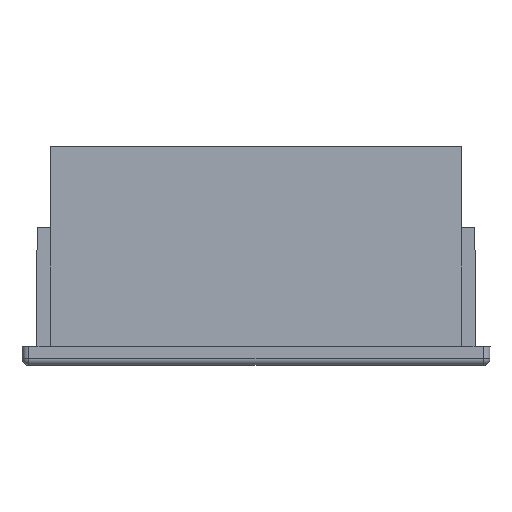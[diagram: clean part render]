
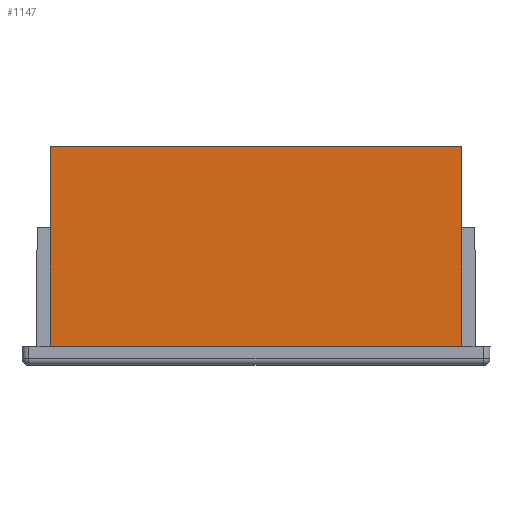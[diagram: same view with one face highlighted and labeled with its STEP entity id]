
A CAD part, top view. The second image highlights one B-rep face of the part: STEP entity #1147.
In plain terms, the highlighted planar face has unit normal (0, 0, 1).
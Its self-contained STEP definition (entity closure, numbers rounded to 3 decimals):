
#367=DIRECTION('',(0.,1.,0.));
#368=VECTOR('',#367,14.8);
#369=CARTESIAN_POINT('',(15.25,1.4,4.25));
#370=LINE('',#369,#368);
#375=DIRECTION('',(1.,0.,0.));
#376=VECTOR('',#375,30.5);
#377=CARTESIAN_POINT('',(-15.25,1.4,4.25));
#378=LINE('',#377,#376);
#379=DIRECTION('',(0.,1.,0.));
#380=VECTOR('',#379,14.8);
#381=CARTESIAN_POINT('',(-15.25,1.4,4.25));
#382=LINE('',#381,#380);
#527=DIRECTION('',(1.,0.,0.));
#528=VECTOR('',#527,30.5);
#529=CARTESIAN_POINT('',(-15.25,16.2,4.25));
#530=LINE('',#529,#528);
#588=CARTESIAN_POINT('',(-15.25,16.2,4.25));
#590=VERTEX_POINT('',#588);
#591=CARTESIAN_POINT('',(15.25,16.2,4.25));
#592=VERTEX_POINT('',#591);
#695=CARTESIAN_POINT('',(-15.25,1.4,4.25));
#696=CARTESIAN_POINT('',(15.25,1.4,4.25));
#697=VERTEX_POINT('',#695);
#698=VERTEX_POINT('',#696);
#1134=CARTESIAN_POINT('',(-17.35,0.,4.25));
#1135=DIRECTION('',(0.,0.,1.));
#1136=DIRECTION('',(1.,0.,0.));
#1137=AXIS2_PLACEMENT_3D('',#1134,#1135,#1136);
#1138=PLANE('',#1137);
#1139=ORIENTED_EDGE('',*,*,#972,.F.);
#1141=ORIENTED_EDGE('',*,*,#1140,.T.);
#1143=ORIENTED_EDGE('',*,*,#1142,.T.);
#1144=ORIENTED_EDGE('',*,*,#1120,.F.);
#1145=EDGE_LOOP('',(#1139,#1141,#1143,#1144));
#1146=FACE_OUTER_BOUND('',#1145,.F.);
#1147=ADVANCED_FACE('',(#1146),#1138,.T.);
#972=EDGE_CURVE('',#697,#698,#378,.T.);
#1120=EDGE_CURVE('',#698,#592,#370,.T.);
#1140=EDGE_CURVE('',#697,#590,#382,.T.);
#1142=EDGE_CURVE('',#590,#592,#530,.T.);
